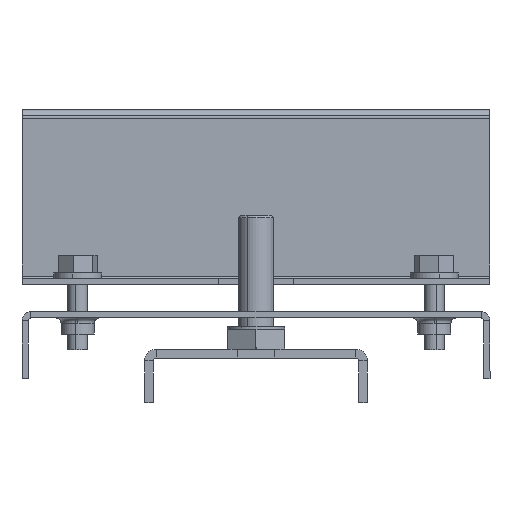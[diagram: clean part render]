
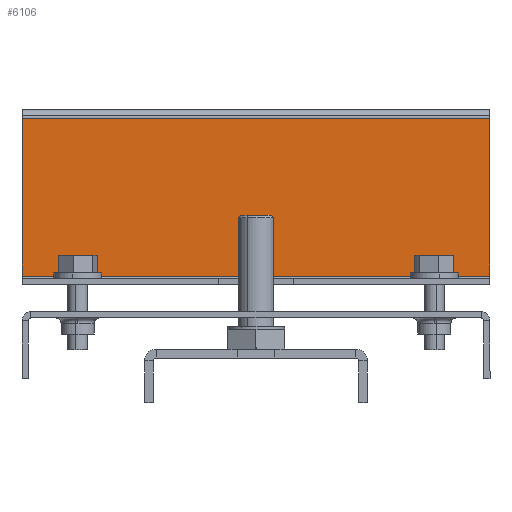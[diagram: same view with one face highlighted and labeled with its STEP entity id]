
A CAD part, left-side view. The second image highlights one B-rep face of the part: STEP entity #6106.
In plain terms, the highlighted planar face has unit normal (-1, 0, 0).
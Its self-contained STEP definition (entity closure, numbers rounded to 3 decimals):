
#38 = ORIENTED_EDGE ( 'NONE', *, *, #1593, .F. ) ;
#84 = VECTOR ( 'NONE', #2051, 1000. ) ;
#402 = LINE ( 'NONE', #5488, #476 ) ;
#407 = VERTEX_POINT ( 'NONE', #5467 ) ;
#410 = FACE_OUTER_BOUND ( 'NONE', #518, .T. ) ;
#412 = VERTEX_POINT ( 'NONE', #1521 ) ;
#415 = EDGE_CURVE ( 'NONE', #3307, #407, #2674, .T. ) ;
#476 = VECTOR ( 'NONE', #1366, 1000. ) ;
#518 = EDGE_LOOP ( 'NONE', ( #38, #1279, #2833, #5281 ) ) ;
#849 = EDGE_CURVE ( 'NONE', #1847, #412, #402, .T. ) ;
#1279 = ORIENTED_EDGE ( 'NONE', *, *, #849, .T. ) ;
#1366 = DIRECTION ( 'NONE',  ( 0., 0., -1. ) ) ;
#1521 = CARTESIAN_POINT ( 'NONE',  ( -178.4, 52.5, 0.6 ) ) ;
#1593 = EDGE_CURVE ( 'NONE', #1847, #407, #3021, .T. ) ;
#1847 = VERTEX_POINT ( 'NONE', #4278 ) ;
#1966 = LINE ( 'NONE', #4197, #3433 ) ;
#2051 = DIRECTION ( 'NONE',  ( 0., 0., 1. ) ) ;
#2408 = DIRECTION ( 'NONE',  ( 0., 1., 0. ) ) ;
#2409 = DIRECTION ( 'NONE',  ( 0., 0., -1. ) ) ;
#2415 = CARTESIAN_POINT ( 'NONE',  ( -178.4, -52.5, 0.6 ) ) ;
#2424 = DIRECTION ( 'NONE',  ( 1., 0., 0. ) ) ;
#2432 = PLANE ( 'NONE',  #4285 ) ;
#2461 = CARTESIAN_POINT ( 'NONE',  ( -178.4, 0., 0. ) ) ;
#2674 = LINE ( 'NONE', #3059, #84 ) ;
#2833 = ORIENTED_EDGE ( 'NONE', *, *, #3816, .F. ) ;
#3021 = LINE ( 'NONE', #5638, #3694 ) ;
#3059 = CARTESIAN_POINT ( 'NONE',  ( -178.4, -52.5, 36.6 ) ) ;
#3188 = DIRECTION ( 'NONE',  ( 0., -1., 0. ) ) ;
#3307 = VERTEX_POINT ( 'NONE', #2415 ) ;
#3433 = VECTOR ( 'NONE', #2408, 1000. ) ;
#3694 = VECTOR ( 'NONE', #3188, 1000. ) ;
#3816 = EDGE_CURVE ( 'NONE', #3307, #412, #1966, .T. ) ;
#4197 = CARTESIAN_POINT ( 'NONE',  ( -178.4, 0., 0.6 ) ) ;
#4278 = CARTESIAN_POINT ( 'NONE',  ( -178.4, 52.5, 36. ) ) ;
#4285 = AXIS2_PLACEMENT_3D ( 'NONE', #2461, #2424, #2409 ) ;
#5281 = ORIENTED_EDGE ( 'NONE', *, *, #415, .T. ) ;
#5467 = CARTESIAN_POINT ( 'NONE',  ( -178.4, -52.5, 36. ) ) ;
#5488 = CARTESIAN_POINT ( 'NONE',  ( -178.4, 52.5, 0. ) ) ;
#5638 = CARTESIAN_POINT ( 'NONE',  ( -178.4, 52.5, 36. ) ) ;
#6106 = ADVANCED_FACE ( 'NONE', ( #410 ), #2432, .F. ) ;
